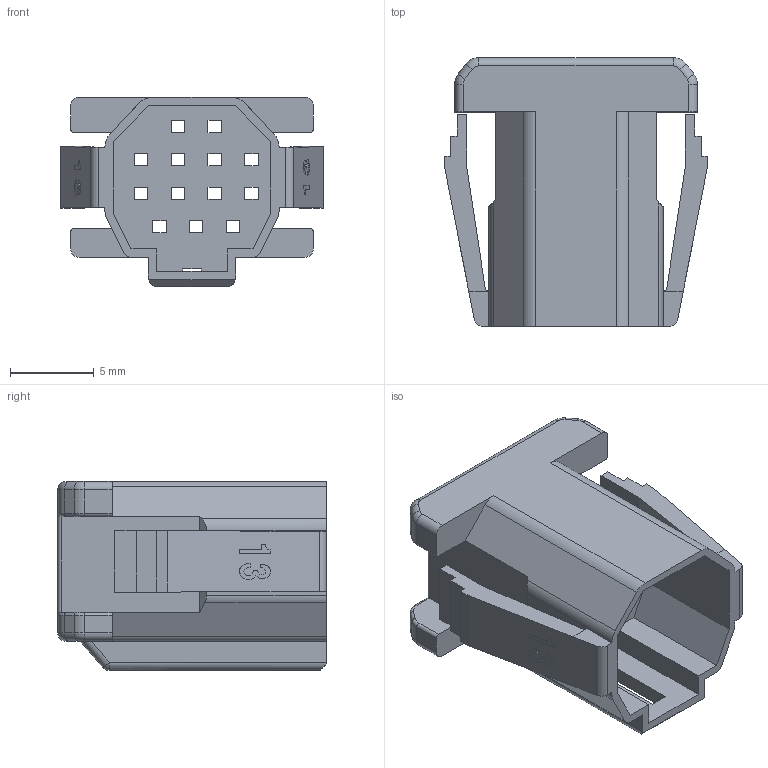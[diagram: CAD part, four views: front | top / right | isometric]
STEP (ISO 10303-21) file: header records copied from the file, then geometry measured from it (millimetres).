
FILE_DESCRIPTION(('CoCreate Modeling STEP Export'),'2;1');
FILE_NAME('DF62P-13EP-2.2C.stp','2013-12-06T13:54:21',(''),(''),'CoCreate Modeling STEP processor for AP214 (Solid Model)','CoCreate Modeling 17.0 01-Apr-2010 (C) Parametric Technology GmbH','');
FILE_SCHEMA(('AUTOMOTIVE_DESIGN { 1 0 10303 214 1 1 1 1 }'));
Length unit declared in the file: millimetre
Products named in the file (1): DF62P-13EP-2.2C
Bounding box: 15.7 x 16.05 x 11.3 mm (x, y, z)
Volume: 806.8 mm3; surface area: 2131.3 mm2
Topology: 1 solids, 1 shells, 416 faces, 1137 edges, 724 vertices
Faces by surface type: plane 348, cylinder 50, torus 16, sphere 2
Entity records: 12859 total; most frequent: ORIENTED_EDGE 2270, CARTESIAN_POINT 2262, DIRECTION 2057, EDGE_CURVE 1135, VECTOR 1019, LINE 1019, VERTEX_POINT 724, AXIS2_PLACEMENT_3D 519
